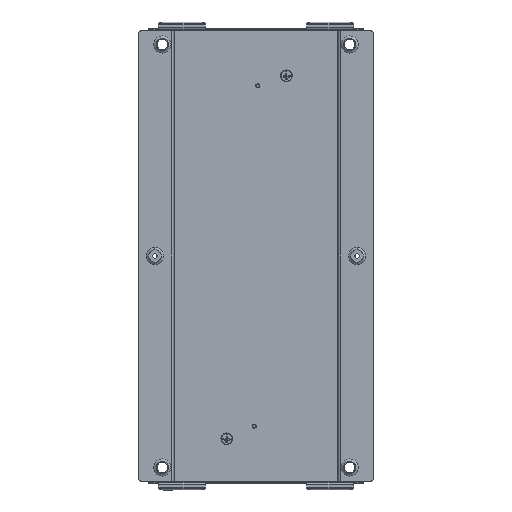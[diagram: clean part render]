
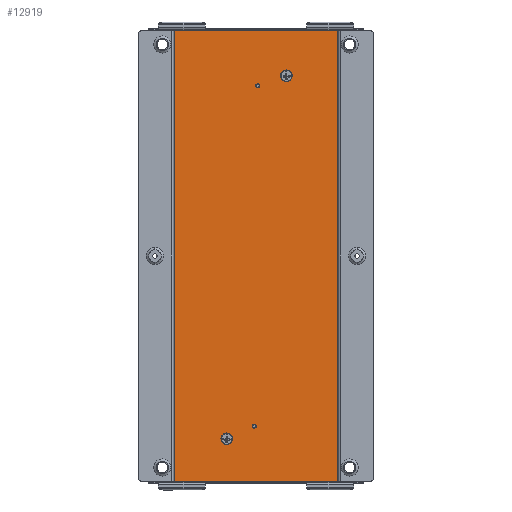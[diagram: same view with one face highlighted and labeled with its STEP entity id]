
A CAD part, front view. The second image highlights one B-rep face of the part: STEP entity #12919.
In plain terms, the highlighted planar face has unit normal (0, -1, 0).
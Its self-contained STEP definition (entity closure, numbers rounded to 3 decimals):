
#547 = VERTEX_POINT ( 'NONE', #5437 ) ;
#550 = VERTEX_POINT ( 'NONE', #4466 ) ;
#626 = PLANE ( 'NONE',  #3221 ) ;
#1558 = CARTESIAN_POINT ( 'NONE',  ( 138.75, -1.5, -384. ) ) ;
#1687 = FACE_OUTER_BOUND ( 'NONE', #15897, .T. ) ;
#1700 = VECTOR ( 'NONE', #12267, 1000. ) ;
#2485 = CARTESIAN_POINT ( 'NONE',  ( 138.75, -1.5, 384. ) ) ;
#3221 = AXIS2_PLACEMENT_3D ( 'NONE', #4327, #12336, #15067 ) ;
#4327 = CARTESIAN_POINT ( 'NONE',  ( 0., -1.5, 0. ) ) ;
#4419 = ORIENTED_EDGE ( 'NONE', *, *, #16120, .F. ) ;
#4466 = CARTESIAN_POINT ( 'NONE',  ( -138.75, -1.5, -384. ) ) ;
#5095 = LINE ( 'NONE', #13449, #12767 ) ;
#5437 = CARTESIAN_POINT ( 'NONE',  ( -138.75, -1.5, 384. ) ) ;
#6642 = EDGE_CURVE ( 'NONE', #550, #547, #5095, .T. ) ;
#7061 = VECTOR ( 'NONE', #12381, 1000. ) ;
#7699 = ORIENTED_EDGE ( 'NONE', *, *, #17271, .F. ) ;
#8777 = DIRECTION ( 'NONE',  ( 0., 0., -1. ) ) ;
#8783 = VERTEX_POINT ( 'NONE', #12338 ) ;
#9722 = CARTESIAN_POINT ( 'NONE',  ( -138.75, -1.5, 384. ) ) ;
#10466 = DIRECTION ( 'NONE',  ( 0., 0., 1. ) ) ;
#10497 = EDGE_CURVE ( 'NONE', #12758, #8783, #12566, .T. ) ;
#11035 = LINE ( 'NONE', #9722, #1700 ) ;
#12038 = ORIENTED_EDGE ( 'NONE', *, *, #10497, .F. ) ;
#12267 = DIRECTION ( 'NONE',  ( 1., 0., 0. ) ) ;
#12336 = DIRECTION ( 'NONE',  ( 0., -1., 0. ) ) ;
#12338 = CARTESIAN_POINT ( 'NONE',  ( 138.75, -1.5, -384. ) ) ;
#12381 = DIRECTION ( 'NONE',  ( -1., 0., 0. ) ) ;
#12566 = LINE ( 'NONE', #16694, #14404 ) ;
#12758 = VERTEX_POINT ( 'NONE', #2485 ) ;
#12767 = VECTOR ( 'NONE', #10466, 1000. ) ;
#12919 = ADVANCED_FACE ( 'NONE', ( #1687 ), #626, .T. ) ;
#12958 = ORIENTED_EDGE ( 'NONE', *, *, #6642, .F. ) ;
#13449 = CARTESIAN_POINT ( 'NONE',  ( -138.75, -1.5, -387. ) ) ;
#14404 = VECTOR ( 'NONE', #8777, 1000. ) ;
#15067 = DIRECTION ( 'NONE',  ( 0., 0., -1. ) ) ;
#15897 = EDGE_LOOP ( 'NONE', ( #12958, #7699, #12038, #4419 ) ) ;
#16120 = EDGE_CURVE ( 'NONE', #547, #12758, #11035, .T. ) ;
#16510 = LINE ( 'NONE', #1558, #7061 ) ;
#16694 = CARTESIAN_POINT ( 'NONE',  ( 138.75, -1.5, 387. ) ) ;
#17271 = EDGE_CURVE ( 'NONE', #8783, #550, #16510, .T. ) ;
